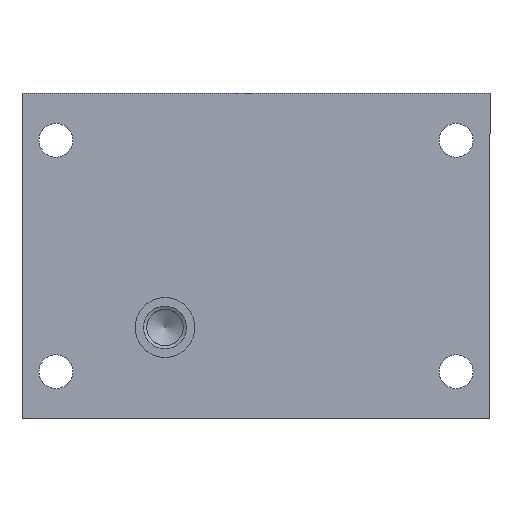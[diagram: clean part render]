
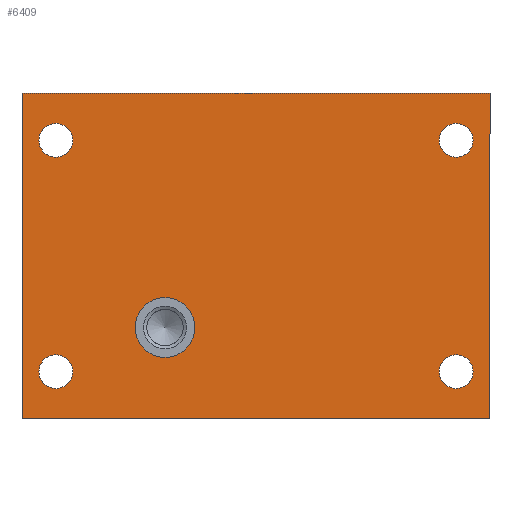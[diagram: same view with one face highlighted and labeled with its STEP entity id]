
A CAD part, front view. The second image highlights one B-rep face of the part: STEP entity #6409.
In plain terms, the highlighted planar face has unit normal (0, -1, 0).
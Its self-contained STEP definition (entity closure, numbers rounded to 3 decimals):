
#286=FACE_BOUND('',#969,.T.);
#287=FACE_BOUND('',#970,.T.);
#288=FACE_BOUND('',#971,.T.);
#289=FACE_BOUND('',#972,.T.);
#290=FACE_BOUND('',#973,.T.);
#511=PLANE('',#6861);
#596=FACE_OUTER_BOUND('',#968,.T.);
#968=EDGE_LOOP('',(#4272,#4273,#4274,#4275));
#969=EDGE_LOOP('',(#4276));
#970=EDGE_LOOP('',(#4277));
#971=EDGE_LOOP('',(#4278));
#972=EDGE_LOOP('',(#4279));
#973=EDGE_LOOP('',(#4280));
#1547=LINE('',#9598,#1941);
#1559=LINE('',#9634,#1953);
#1561=LINE('',#9638,#1955);
#1564=LINE('',#9643,#1958);
#1941=VECTOR('',#7638,180.);
#1953=VECTOR('',#7668,125.);
#1955=VECTOR('',#7672,125.);
#1958=VECTOR('',#7677,180.);
#2344=CIRCLE('',#6862,11.5);
#2345=CIRCLE('',#6863,6.5);
#2346=CIRCLE('',#6864,6.5);
#2347=CIRCLE('',#6865,6.5);
#2348=CIRCLE('',#6866,6.5);
#2707=VERTEX_POINT('',#9596);
#2708=VERTEX_POINT('',#9597);
#2723=VERTEX_POINT('',#9633);
#2724=VERTEX_POINT('',#9637);
#2731=VERTEX_POINT('',#9658);
#2732=VERTEX_POINT('',#9660);
#2733=VERTEX_POINT('',#9662);
#2734=VERTEX_POINT('',#9664);
#2735=VERTEX_POINT('',#9666);
#3326=EDGE_CURVE('',#2707,#2708,#1547,.T.);
#3344=EDGE_CURVE('',#2723,#2707,#1559,.T.);
#3346=EDGE_CURVE('',#2708,#2724,#1561,.T.);
#3349=EDGE_CURVE('',#2724,#2723,#1564,.T.);
#3357=EDGE_CURVE('',#2731,#2731,#2344,.T.);
#3358=EDGE_CURVE('',#2732,#2732,#2345,.T.);
#3359=EDGE_CURVE('',#2733,#2733,#2346,.T.);
#3360=EDGE_CURVE('',#2734,#2734,#2347,.T.);
#3361=EDGE_CURVE('',#2735,#2735,#2348,.T.);
#4272=ORIENTED_EDGE('',*,*,#3344,.F.);
#4273=ORIENTED_EDGE('',*,*,#3349,.F.);
#4274=ORIENTED_EDGE('',*,*,#3346,.F.);
#4275=ORIENTED_EDGE('',*,*,#3326,.F.);
#4276=ORIENTED_EDGE('',*,*,#3357,.F.);
#4277=ORIENTED_EDGE('',*,*,#3358,.F.);
#4278=ORIENTED_EDGE('',*,*,#3359,.F.);
#4279=ORIENTED_EDGE('',*,*,#3360,.F.);
#4280=ORIENTED_EDGE('',*,*,#3361,.F.);
#6409=ADVANCED_FACE('',(#596,#286,#287,#288,#289,#290),#511,.F.);
#6861=AXIS2_PLACEMENT_3D('',#9657,#7689,#7690);
#6862=AXIS2_PLACEMENT_3D('',#9659,#7691,#7692);
#6863=AXIS2_PLACEMENT_3D('',#9661,#7693,#7694);
#6864=AXIS2_PLACEMENT_3D('',#9663,#7695,#7696);
#6865=AXIS2_PLACEMENT_3D('',#9665,#7697,#7698);
#6866=AXIS2_PLACEMENT_3D('',#9667,#7699,#7700);
#7638=DIRECTION('',(-1.,0.,0.));
#7668=DIRECTION('',(0.,0.,-1.));
#7672=DIRECTION('',(0.,0.,1.));
#7677=DIRECTION('',(1.,0.,0.));
#7689=DIRECTION('center_axis',(0.,1.,0.));
#7690=DIRECTION('ref_axis',(0.,0.,1.));
#7691=DIRECTION('center_axis',(0.,-1.,0.));
#7692=DIRECTION('ref_axis',(0.,0.,-1.));
#7693=DIRECTION('center_axis',(0.,-1.,0.));
#7694=DIRECTION('ref_axis',(0.,0.,1.));
#7695=DIRECTION('center_axis',(0.,-1.,0.));
#7696=DIRECTION('ref_axis',(0.,0.,-1.));
#7697=DIRECTION('center_axis',(0.,-1.,0.));
#7698=DIRECTION('ref_axis',(0.,0.,1.));
#7699=DIRECTION('center_axis',(0.,-1.,0.));
#7700=DIRECTION('ref_axis',(0.,0.,-1.));
#9596=CARTESIAN_POINT('',(90.,-30.,-62.5));
#9597=CARTESIAN_POINT('',(-90.,-30.,-62.5));
#9598=CARTESIAN_POINT('',(90.,-30.,-62.5));
#9633=CARTESIAN_POINT('',(90.,-30.,62.5));
#9634=CARTESIAN_POINT('',(90.,-30.,62.5));
#9637=CARTESIAN_POINT('',(-90.,-30.,62.5));
#9638=CARTESIAN_POINT('',(-90.,-30.,-62.5));
#9643=CARTESIAN_POINT('',(-90.,-30.,62.5));
#9657=CARTESIAN_POINT('Origin',(0.,-30.,0.));
#9658=CARTESIAN_POINT('',(-35.,-30.,-16.));
#9659=CARTESIAN_POINT('Origin',(-35.,-30.,-27.5));
#9660=CARTESIAN_POINT('',(77.,-30.,51.));
#9661=CARTESIAN_POINT('Origin',(77.,-30.,44.5));
#9662=CARTESIAN_POINT('',(-77.,-30.,51.));
#9663=CARTESIAN_POINT('Origin',(-77.,-30.,44.5));
#9664=CARTESIAN_POINT('',(-77.,-30.,-38.));
#9665=CARTESIAN_POINT('Origin',(-77.,-30.,-44.5));
#9666=CARTESIAN_POINT('',(77.,-30.,-38.));
#9667=CARTESIAN_POINT('Origin',(77.,-30.,-44.5));
